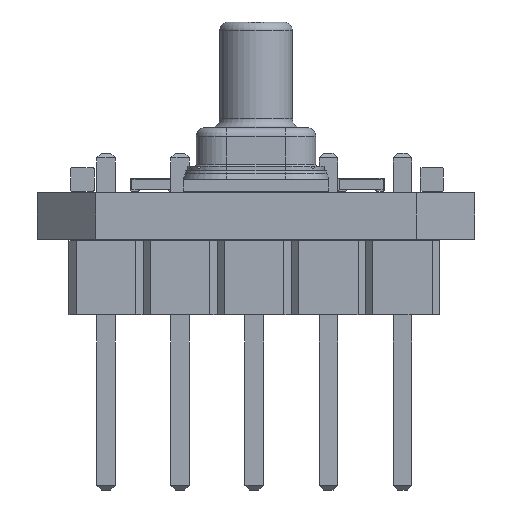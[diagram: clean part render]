
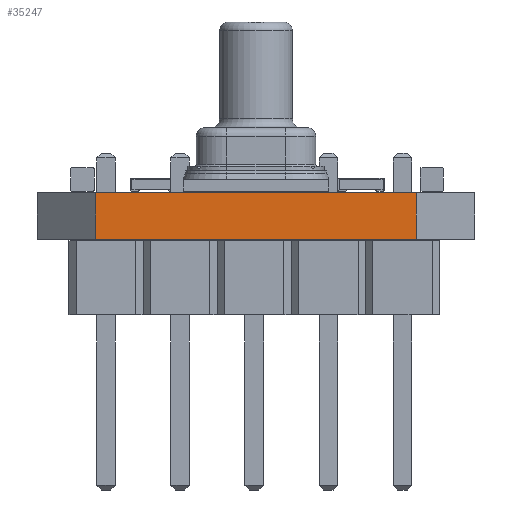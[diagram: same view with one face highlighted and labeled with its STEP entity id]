
A CAD part, left-side view. The second image highlights one B-rep face of the part: STEP entity #35247.
In plain terms, the highlighted planar face has unit normal (-1, 0, 0).
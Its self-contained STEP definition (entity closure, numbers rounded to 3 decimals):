
#34214 = PLANE('',#34215);
#34215 = AXIS2_PLACEMENT_3D('',#34216,#34217,#34218);
#34216 = CARTESIAN_POINT('',(112.5,-107.5,1.6));
#34217 = DIRECTION('',(-0.,-0.,-1.));
#34218 = DIRECTION('',(-1.,0.,0.));
#34268 = PLANE('',#34269);
#34269 = AXIS2_PLACEMENT_3D('',#34270,#34271,#34272);
#34270 = CARTESIAN_POINT('',(112.5,-107.5,0.));
#34271 = DIRECTION('',(-0.,-0.,-1.));
#34272 = DIRECTION('',(-1.,0.,0.));
#34461 = VERTEX_POINT('',#34462);
#34462 = CARTESIAN_POINT('',(100.,-113.,0.));
#34476 = PLANE('',#34477);
#34477 = AXIS2_PLACEMENT_3D('',#34478,#34479,#34480);
#34478 = CARTESIAN_POINT('',(102.,-115.,0.));
#34479 = DIRECTION('',(-0.707,-0.707,0.));
#34480 = DIRECTION('',(-0.707,0.707,0.));
#34488 = EDGE_CURVE('',#34461,#34489,#34491,.T.);
#34489 = VERTEX_POINT('',#34490);
#34490 = CARTESIAN_POINT('',(100.,-102.,0.));
#34491 = SURFACE_CURVE('',#34492,(#34496,#34503),.PCURVE_S1.);
#34492 = LINE('',#34493,#34494);
#34493 = CARTESIAN_POINT('',(100.,-113.,0.));
#34494 = VECTOR('',#34495,1.);
#34495 = DIRECTION('',(0.,1.,0.));
#34496 = PCURVE('',#34268,#34497);
#34497 = DEFINITIONAL_REPRESENTATION('',(#34498),#34502);
#34498 = LINE('',#34499,#34500);
#34499 = CARTESIAN_POINT('',(12.5,-5.5));
#34500 = VECTOR('',#34501,1.);
#34501 = DIRECTION('',(0.,1.));
#34502 = ( GEOMETRIC_REPRESENTATION_CONTEXT(2) 
PARAMETRIC_REPRESENTATION_CONTEXT() REPRESENTATION_CONTEXT('2D SPACE',''
  ) );
#34503 = PCURVE('',#34504,#34509);
#34504 = PLANE('',#34505);
#34505 = AXIS2_PLACEMENT_3D('',#34506,#34507,#34508);
#34506 = CARTESIAN_POINT('',(100.,-113.,0.));
#34507 = DIRECTION('',(-1.,0.,0.));
#34508 = DIRECTION('',(0.,1.,0.));
#34509 = DEFINITIONAL_REPRESENTATION('',(#34510),#34514);
#34510 = LINE('',#34511,#34512);
#34511 = CARTESIAN_POINT('',(0.,0.));
#34512 = VECTOR('',#34513,1.);
#34513 = DIRECTION('',(1.,0.));
#34514 = ( GEOMETRIC_REPRESENTATION_CONTEXT(2) 
PARAMETRIC_REPRESENTATION_CONTEXT() REPRESENTATION_CONTEXT('2D SPACE',''
  ) );
#34532 = PLANE('',#34533);
#34533 = AXIS2_PLACEMENT_3D('',#34534,#34535,#34536);
#34534 = CARTESIAN_POINT('',(100.,-102.,0.));
#34535 = DIRECTION('',(-0.707,0.707,0.));
#34536 = DIRECTION('',(0.707,0.707,0.));
#34840 = VERTEX_POINT('',#34841);
#34841 = CARTESIAN_POINT('',(100.,-113.,1.6));
#34862 = EDGE_CURVE('',#34840,#34863,#34865,.T.);
#34863 = VERTEX_POINT('',#34864);
#34864 = CARTESIAN_POINT('',(100.,-102.,1.6));
#34865 = SURFACE_CURVE('',#34866,(#34870,#34877),.PCURVE_S1.);
#34866 = LINE('',#34867,#34868);
#34867 = CARTESIAN_POINT('',(100.,-113.,1.6));
#34868 = VECTOR('',#34869,1.);
#34869 = DIRECTION('',(0.,1.,0.));
#34870 = PCURVE('',#34214,#34871);
#34871 = DEFINITIONAL_REPRESENTATION('',(#34872),#34876);
#34872 = LINE('',#34873,#34874);
#34873 = CARTESIAN_POINT('',(12.5,-5.5));
#34874 = VECTOR('',#34875,1.);
#34875 = DIRECTION('',(0.,1.));
#34876 = ( GEOMETRIC_REPRESENTATION_CONTEXT(2) 
PARAMETRIC_REPRESENTATION_CONTEXT() REPRESENTATION_CONTEXT('2D SPACE',''
  ) );
#34877 = PCURVE('',#34504,#34878);
#34878 = DEFINITIONAL_REPRESENTATION('',(#34879),#34883);
#34879 = LINE('',#34880,#34881);
#34880 = CARTESIAN_POINT('',(0.,-1.6));
#34881 = VECTOR('',#34882,1.);
#34882 = DIRECTION('',(1.,0.));
#34883 = ( GEOMETRIC_REPRESENTATION_CONTEXT(2) 
PARAMETRIC_REPRESENTATION_CONTEXT() REPRESENTATION_CONTEXT('2D SPACE',''
  ) );
#35197 = EDGE_CURVE('',#34489,#34863,#35198,.T.);
#35198 = SURFACE_CURVE('',#35199,(#35203,#35210),.PCURVE_S1.);
#35199 = LINE('',#35200,#35201);
#35200 = CARTESIAN_POINT('',(100.,-102.,0.));
#35201 = VECTOR('',#35202,1.);
#35202 = DIRECTION('',(0.,0.,1.));
#35203 = PCURVE('',#34532,#35204);
#35204 = DEFINITIONAL_REPRESENTATION('',(#35205),#35209);
#35205 = LINE('',#35206,#35207);
#35206 = CARTESIAN_POINT('',(0.,0.));
#35207 = VECTOR('',#35208,1.);
#35208 = DIRECTION('',(0.,-1.));
#35209 = ( GEOMETRIC_REPRESENTATION_CONTEXT(2) 
PARAMETRIC_REPRESENTATION_CONTEXT() REPRESENTATION_CONTEXT('2D SPACE',''
  ) );
#35210 = PCURVE('',#34504,#35211);
#35211 = DEFINITIONAL_REPRESENTATION('',(#35212),#35216);
#35212 = LINE('',#35213,#35214);
#35213 = CARTESIAN_POINT('',(11.,0.));
#35214 = VECTOR('',#35215,1.);
#35215 = DIRECTION('',(0.,-1.));
#35216 = ( GEOMETRIC_REPRESENTATION_CONTEXT(2) 
PARAMETRIC_REPRESENTATION_CONTEXT() REPRESENTATION_CONTEXT('2D SPACE',''
  ) );
#35226 = EDGE_CURVE('',#34461,#34840,#35227,.T.);
#35227 = SURFACE_CURVE('',#35228,(#35232,#35239),.PCURVE_S1.);
#35228 = LINE('',#35229,#35230);
#35229 = CARTESIAN_POINT('',(100.,-113.,0.));
#35230 = VECTOR('',#35231,1.);
#35231 = DIRECTION('',(0.,0.,1.));
#35232 = PCURVE('',#34476,#35233);
#35233 = DEFINITIONAL_REPRESENTATION('',(#35234),#35238);
#35234 = LINE('',#35235,#35236);
#35235 = CARTESIAN_POINT('',(2.828,0.));
#35236 = VECTOR('',#35237,1.);
#35237 = DIRECTION('',(0.,-1.));
#35238 = ( GEOMETRIC_REPRESENTATION_CONTEXT(2) 
PARAMETRIC_REPRESENTATION_CONTEXT() REPRESENTATION_CONTEXT('2D SPACE',''
  ) );
#35239 = PCURVE('',#34504,#35240);
#35240 = DEFINITIONAL_REPRESENTATION('',(#35241),#35245);
#35241 = LINE('',#35242,#35243);
#35242 = CARTESIAN_POINT('',(0.,0.));
#35243 = VECTOR('',#35244,1.);
#35244 = DIRECTION('',(0.,-1.));
#35245 = ( GEOMETRIC_REPRESENTATION_CONTEXT(2) 
PARAMETRIC_REPRESENTATION_CONTEXT() REPRESENTATION_CONTEXT('2D SPACE',''
  ) );
#35247 = ADVANCED_FACE('',(#35248),#34504,.T.);
#35248 = FACE_BOUND('',#35249,.T.);
#35249 = EDGE_LOOP('',(#35250,#35251,#35252,#35253));
#35250 = ORIENTED_EDGE('',*,*,#35226,.T.);
#35251 = ORIENTED_EDGE('',*,*,#34862,.T.);
#35252 = ORIENTED_EDGE('',*,*,#35197,.F.);
#35253 = ORIENTED_EDGE('',*,*,#34488,.F.);
